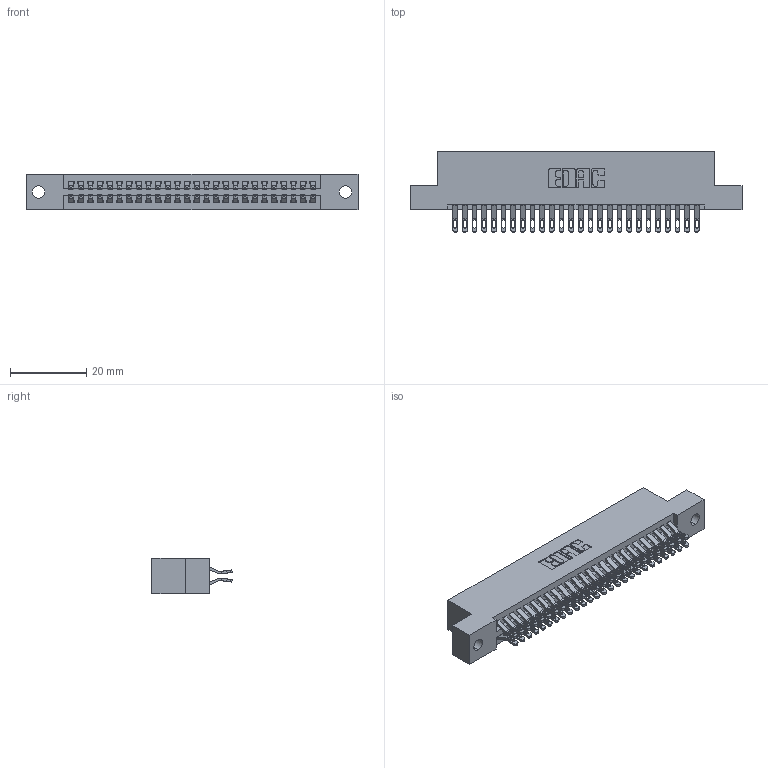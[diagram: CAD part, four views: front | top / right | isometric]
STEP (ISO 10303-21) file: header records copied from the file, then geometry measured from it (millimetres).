
FILE_DESCRIPTION (( 'STEP AP203' ), '1' );
FILE_NAME ('345-052-555-202.STEP', '2019-10-29T17:04:41', ( '' ), ( '' ), 'SwSTEP 2.0', 'SolidWorks 2016', '' );
FILE_SCHEMA (( 'CONFIG_CONTROL_DESIGN' ));
Length unit declared in the file: inch
Products named in the file (3): 345-052-555-202; 345-292-001_555 Tail; 345 Part_Flush Mounting Lugs - 0.128 Dia
Assembly tree (53 placements, depth 2):
  345-052-555-202
    345 Part_Flush Mounting Lugs - 0.128 Dia
    345-292-001_555 Tail  x52
Bounding box: 87.25 x 21.13 x 9.4 mm (x, y, z)
Volume: 8441.1 mm3; surface area: 12419.3 mm2
Topology: 53 solids, 53 shells, 3038 faces, 9545 edges, 6362 vertices
Faces by surface type: plane 1692, cylinder 1346
Entity records: 22883 total; most frequent: CARTESIAN_POINT 3886, ORIENTED_EDGE 3790, DIRECTION 3415, EDGE_CURVE 1895, VECTOR 1639, LINE 1639, VERTEX_POINT 1262, AXIS2_PLACEMENT_3D 888
